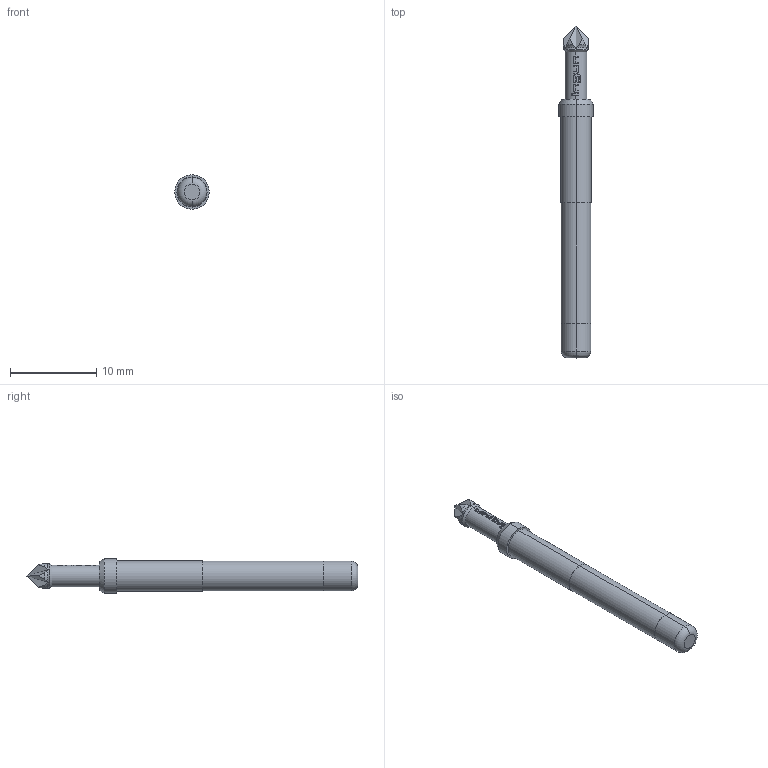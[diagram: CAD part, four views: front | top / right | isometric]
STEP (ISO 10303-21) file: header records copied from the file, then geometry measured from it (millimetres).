
FILE_DESCRIPTION (( 'STEP AP203' ), '1' );
FILE_NAME ('INGUN_HSS-150_317_300_A_xx02.STEP', '2021-01-18T10:24:25', ( '' ), ( '' ), 'SwSTEP 2.0', 'SolidWorks 2018', '' );
FILE_SCHEMA (( 'CONFIG_CONTROL_DESIGN' ));
Length unit declared in the file: millimetre
Products named in the file (1): INGUN_HSS-150_317_300_A_xx02
Bounding box: 4 x 38.5 x 4 mm (x, y, z)
Volume: 325.2 mm3; surface area: 412 mm2
Topology: 1 solids, 1 shells, 128 faces, 344 edges, 223 vertices
Faces by surface type: plane 42, bspline 37, cylinder 35, torus 10, cone 4
Entity records: 5203 total; most frequent: CARTESIAN_POINT 2523, ORIENTED_EDGE 688, EDGE_CURVE 344, DIRECTION 312, B_SPLINE_CURVE_WITH_KNOTS 246, VERTEX_POINT 223, AXIS2_PLACEMENT_3D 134, EDGE_LOOP 133
